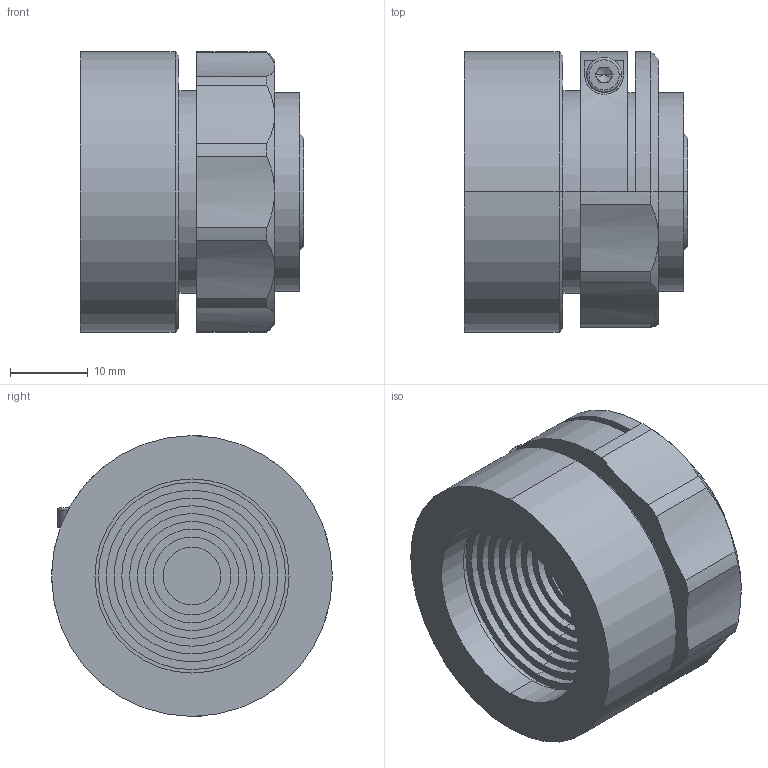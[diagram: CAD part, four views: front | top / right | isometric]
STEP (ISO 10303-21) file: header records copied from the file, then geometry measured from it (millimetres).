
FILE_DESCRIPTION (( 'STEP AP203' ), '1' );
FILE_NAME ('XF-MH015X96.STEP', '2022-05-31T10:04:35', ( '' ), ( '' ), 'SwSTEP 2.0', 'SolidWorks 2018', '' );
FILE_SCHEMA (( 'CONFIG_CONTROL_DESIGN' ));
Length unit declared in the file: millimetre
Products named in the file (1): XF-MH015X96
Bounding box: 28.65 x 36 x 36 mm (x, y, z)
Volume: 18704 mm3; surface area: 12466.3 mm2
Topology: 2 solids, 5 shells, 158 faces, 353 edges, 223 vertices
Faces by surface type: cylinder 80, plane 59, cone 17, torus 2
Entity records: 4568 total; most frequent: DIRECTION 843, CARTESIAN_POINT 824, ORIENTED_EDGE 698, EDGE_CURVE 349, AXIS2_PLACEMENT_3D 346, VERTEX_POINT 223, EDGE_LOOP 190, CIRCLE 187
